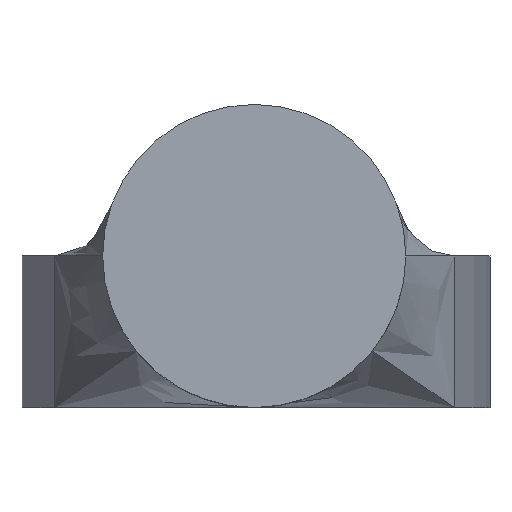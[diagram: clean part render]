
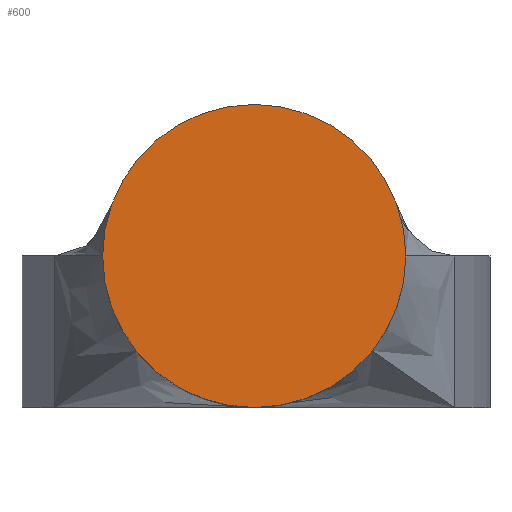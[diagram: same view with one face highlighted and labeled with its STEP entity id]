
A CAD part, front view. The second image highlights one B-rep face of the part: STEP entity #600.
In plain terms, the highlighted planar face has unit normal (0, -1, 0).
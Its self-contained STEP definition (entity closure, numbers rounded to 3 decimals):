
#79 = DIRECTION ( 'NONE',  ( 0., 1., 0. ) ) ;
#81 = CARTESIAN_POINT ( 'NONE',  ( 0., -1000., 0. ) ) ;
#97 = EDGE_LOOP ( 'NONE', ( #124, #303 ) ) ;
#105 = CIRCLE ( 'NONE', #658, 4.5 ) ;
#124 = ORIENTED_EDGE ( 'NONE', *, *, #389, .T. ) ;
#127 = PLANE ( 'NONE',  #256 ) ;
#132 = FACE_OUTER_BOUND ( 'NONE', #97, .T. ) ;
#136 = DIRECTION ( 'NONE',  ( 0., 0., 1. ) ) ;
#166 = DIRECTION ( 'NONE',  ( 0., -1., 0. ) ) ;
#173 = CIRCLE ( 'NONE', #464, 4.5 ) ;
#220 = EDGE_CURVE ( 'NONE', #276, #388, #105, .T. ) ;
#227 = DIRECTION ( 'NONE',  ( 0., -1., 0. ) ) ;
#256 = AXIS2_PLACEMENT_3D ( 'NONE', #433, #79, #496 ) ;
#276 = VERTEX_POINT ( 'NONE', #418 ) ;
#303 = ORIENTED_EDGE ( 'NONE', *, *, #220, .T. ) ;
#308 = CARTESIAN_POINT ( 'NONE',  ( 0., -1000., 4.5 ) ) ;
#388 = VERTEX_POINT ( 'NONE', #308 ) ;
#389 = EDGE_CURVE ( 'NONE', #388, #276, #173, .T. ) ;
#418 = CARTESIAN_POINT ( 'NONE',  ( 0., -1000., -4.5 ) ) ;
#433 = CARTESIAN_POINT ( 'NONE',  ( 0., -1000., 0. ) ) ;
#464 = AXIS2_PLACEMENT_3D ( 'NONE', #621, #166, #580 ) ;
#496 = DIRECTION ( 'NONE',  ( 0., 0., 1. ) ) ;
#580 = DIRECTION ( 'NONE',  ( 0., 0., 1. ) ) ;
#600 = ADVANCED_FACE ( 'NONE', ( #132 ), #127, .F. ) ;
#621 = CARTESIAN_POINT ( 'NONE',  ( 0., -1000., 0. ) ) ;
#658 = AXIS2_PLACEMENT_3D ( 'NONE', #81, #227, #136 ) ;
